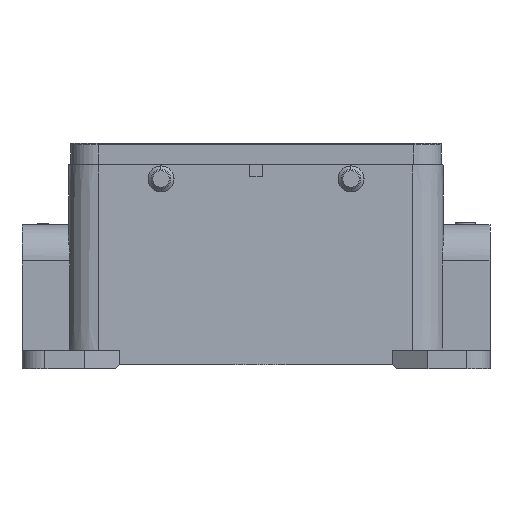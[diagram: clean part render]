
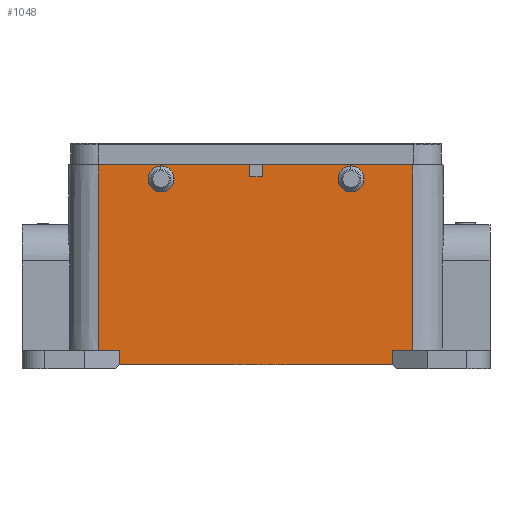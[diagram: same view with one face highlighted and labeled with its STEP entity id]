
A CAD part, front view. The second image highlights one B-rep face of the part: STEP entity #1048.
In plain terms, the highlighted planar face has unit normal (0, -1, 0.009).
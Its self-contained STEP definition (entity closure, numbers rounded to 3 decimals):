
#131=ELLIPSE('',#8014,1.5,1.5);
#132=ELLIPSE('',#8015,1.5,1.5);
#235=FACE_BOUND('',#2106,.T.);
#236=FACE_BOUND('',#2107,.T.);
#237=FACE_BOUND('',#2108,.T.);
#1048=ADVANCED_FACE('',(#235,#236,#237),#1377,.T.);
#1377=PLANE('',#8016);
#2106=EDGE_LOOP('',(#3834));
#2107=EDGE_LOOP('',(#3835));
#2108=EDGE_LOOP('',(#3836,#3837,#3838,#3839,#3840,#3841,#3842,#3843,#3844,
#3845,#3846,#3847));
#3834=ORIENTED_EDGE('',*,*,#6012,.T.);
#3835=ORIENTED_EDGE('',*,*,#6013,.T.);
#3836=ORIENTED_EDGE('',*,*,#6009,.T.);
#3837=ORIENTED_EDGE('',*,*,#5992,.T.);
#3838=ORIENTED_EDGE('',*,*,#5810,.F.);
#3839=ORIENTED_EDGE('',*,*,#5802,.T.);
#3840=ORIENTED_EDGE('',*,*,#5795,.F.);
#3841=ORIENTED_EDGE('',*,*,#6014,.T.);
#3842=ORIENTED_EDGE('',*,*,#5757,.F.);
#3843=ORIENTED_EDGE('',*,*,#5745,.T.);
#3844=ORIENTED_EDGE('',*,*,#5737,.T.);
#3845=ORIENTED_EDGE('',*,*,#5721,.T.);
#3846=ORIENTED_EDGE('',*,*,#5720,.F.);
#3847=ORIENTED_EDGE('',*,*,#6011,.F.);
#4865=VERTEX_POINT('',#11836);
#4866=VERTEX_POINT('',#11838);
#4867=VERTEX_POINT('',#11842);
#4880=VERTEX_POINT('',#11885);
#4885=VERTEX_POINT('',#11906);
#4895=VERTEX_POINT('',#11941);
#4916=VERTEX_POINT('',#12010);
#4918=VERTEX_POINT('',#12014);
#4923=VERTEX_POINT('',#12030);
#4930=VERTEX_POINT('',#12046);
#5050=VERTEX_POINT('',#12543);
#5060=VERTEX_POINT('',#12577);
#5061=VERTEX_POINT('',#12583);
#5062=VERTEX_POINT('',#12585);
#5720=EDGE_CURVE('',#4866,#4865,#6613,.T.);
#5721=EDGE_CURVE('',#4867,#4865,#6614,.T.);
#5737=EDGE_CURVE('',#4880,#4867,#6626,.T.);
#5745=EDGE_CURVE('',#4885,#4880,#6631,.T.);
#5757=EDGE_CURVE('',#4885,#4895,#6638,.T.);
#5795=EDGE_CURVE('',#4918,#4916,#6667,.T.);
#5802=EDGE_CURVE('',#4923,#4916,#6670,.T.);
#5810=EDGE_CURVE('',#4923,#4930,#6677,.T.);
#5992=EDGE_CURVE('',#5050,#4930,#6811,.T.);
#6009=EDGE_CURVE('',#5060,#5050,#6824,.T.);
#6011=EDGE_CURVE('',#5060,#4866,#6826,.T.);
#6012=EDGE_CURVE('',#5061,#5061,#131,.T.);
#6013=EDGE_CURVE('',#5062,#5062,#132,.T.);
#6014=EDGE_CURVE('',#4918,#4895,#6827,.T.);
#6613=LINE('',#11839,#7234);
#6614=LINE('',#11841,#7235);
#6626=LINE('',#11884,#7247);
#6631=LINE('',#11905,#7252);
#6638=LINE('',#11940,#7259);
#6667=LINE('',#12015,#7288);
#6670=LINE('',#12029,#7291);
#6677=LINE('',#12045,#7298);
#6811=LINE('',#12542,#7432);
#6824=LINE('',#12576,#7445);
#6826=LINE('',#12580,#7447);
#6827=LINE('',#12586,#7448);
#7234=VECTOR('',#9233,1.);
#7235=VECTOR('',#9236,1.);
#7247=VECTOR('',#9260,1.);
#7252=VECTOR('',#9271,1.);
#7259=VECTOR('',#9290,1.);
#7288=VECTOR('',#9363,1.);
#7291=VECTOR('',#9380,1.);
#7298=VECTOR('',#9391,1.);
#7432=VECTOR('',#9675,1.);
#7445=VECTOR('',#9710,1.);
#7447=VECTOR('',#9714,1.);
#7448=VECTOR('',#9721,1.);
#8014=AXIS2_PLACEMENT_3D('',#12582,#9717,#9718);
#8015=AXIS2_PLACEMENT_3D('',#12584,#9719,#9720);
#8016=AXIS2_PLACEMENT_3D('',#12587,#9722,#9723);
#9233=DIRECTION('',(1.,0.,0.));
#9236=DIRECTION('',(0.,-0.009,-1.));
#9260=DIRECTION('',(-1.,0.,0.));
#9271=DIRECTION('',(0.,0.009,1.));
#9290=DIRECTION('',(-1.,0.,0.));
#9363=DIRECTION('',(-1.,0.,0.));
#9380=DIRECTION('',(0.,-0.009,-1.));
#9391=DIRECTION('',(-1.,0.,0.));
#9675=DIRECTION('',(0.,-0.009,-1.));
#9710=DIRECTION('',(-1.,0.,0.));
#9714=DIRECTION('',(0.,-0.009,-1.));
#9717=DIRECTION('',(0.,1.,-0.009));
#9718=DIRECTION('',(0.,0.009,1.));
#9719=DIRECTION('',(0.,1.,-0.009));
#9720=DIRECTION('',(0.,0.009,1.));
#9721=DIRECTION('',(0.,0.009,1.));
#9722=DIRECTION('',(0.,-1.,0.009));
#9723=DIRECTION('',(-1.,0.,0.));
#11836=CARTESIAN_POINT('',(1.6,-21.526,21.5));
#11838=CARTESIAN_POINT('',(-1.6,-21.526,21.5));
#11839=CARTESIAN_POINT('',(-1.6,-21.526,21.5));
#11841=CARTESIAN_POINT('',(1.6,-21.5,24.5));
#11842=CARTESIAN_POINT('',(1.6,-21.5,24.5));
#11884=CARTESIAN_POINT('',(39.25,-21.5,24.5));
#11885=CARTESIAN_POINT('',(39.25,-21.5,24.5));
#11905=CARTESIAN_POINT('',(39.25,-21.906,-22.));
#11906=CARTESIAN_POINT('',(39.25,-21.906,-22.));
#11940=CARTESIAN_POINT('',(39.25,-21.906,-22.));
#11941=CARTESIAN_POINT('',(34.,-21.906,-22.));
#12010=CARTESIAN_POINT('',(-34.,-21.936,-25.5));
#12014=CARTESIAN_POINT('',(34.,-21.936,-25.5));
#12015=CARTESIAN_POINT('',(34.,-21.936,-25.5));
#12029=CARTESIAN_POINT('',(-34.,-21.906,-22.));
#12030=CARTESIAN_POINT('',(-34.,-21.906,-22.));
#12045=CARTESIAN_POINT('',(-34.,-21.906,-22.));
#12046=CARTESIAN_POINT('',(-39.25,-21.906,-22.));
#12542=CARTESIAN_POINT('',(-39.25,-21.5,24.5));
#12543=CARTESIAN_POINT('',(-39.25,-21.5,24.5));
#12576=CARTESIAN_POINT('',(-1.6,-21.5,24.5));
#12577=CARTESIAN_POINT('',(-1.6,-21.5,24.5));
#12580=CARTESIAN_POINT('',(-1.6,-21.5,24.5));
#12582=CARTESIAN_POINT('',(23.75,-21.531,21.));
#12583=CARTESIAN_POINT('',(23.75,-21.517,22.5));
#12584=CARTESIAN_POINT('',(-23.75,-21.531,21.));
#12585=CARTESIAN_POINT('',(-23.75,-21.517,22.5));
#12586=CARTESIAN_POINT('',(34.,-21.936,-25.5));
#12587=CARTESIAN_POINT('',(-41.628,-21.5,24.5));
